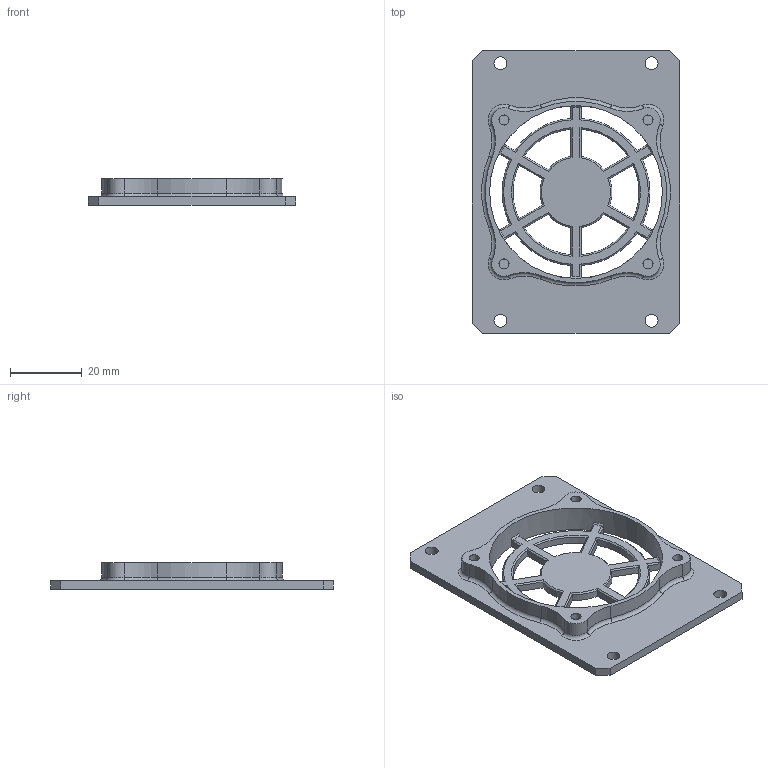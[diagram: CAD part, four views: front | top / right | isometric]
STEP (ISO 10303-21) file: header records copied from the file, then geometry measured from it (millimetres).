
FILE_DESCRIPTION(/* description */ (''),/* implementation_level */ '2;1');
FILE_NAME(/* name */ 'Side Panel - 50mm Fan - Grill.step',/* time_stamp */ '2023-10-07T07:50:14-05:00',/* author */ (''),/* organization */ (''),/* preprocessor_version */ 'ST-DEVELOPER v20',/* originating_system */ 'Autodesk Translation Framework v12.14.0.127',/* authorisation */ '');
FILE_SCHEMA (('AUTOMOTIVE_DESIGN { 1 0 10303 214 3 1 1 }'));
Length unit declared in the file: millimetre
Products named in the file (1): Tray w 50mm Fan
Bounding box: 57.6 x 78.6 x 7.4 mm (x, y, z)
Volume: 10361.8 mm3; surface area: 10764 mm2
Topology: 1 solids, 1 shells, 147 faces, 395 edges, 250 vertices
Faces by surface type: plane 64, cylinder 43, cone 24, torus 16
Full cylindrical faces by diameter (mm): 2.8 x4, 3.6 x4, 48 x1
Entity records: 4688 total; most frequent: CARTESIAN_POINT 937, ORIENTED_EDGE 790, DIRECTION 785, EDGE_CURVE 395, AXIS2_PLACEMENT_3D 302, VERTEX_POINT 250, LINE 181, VECTOR 181
